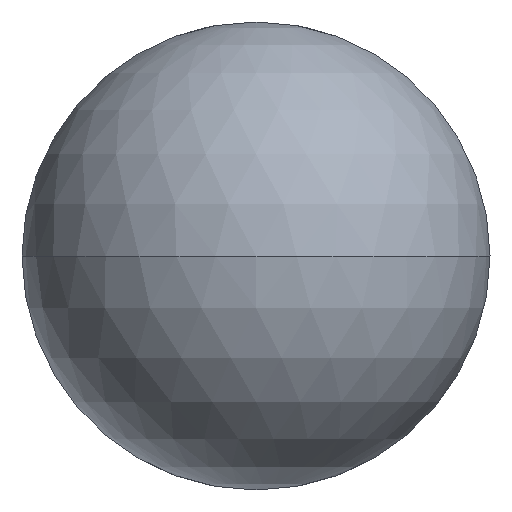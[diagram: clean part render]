
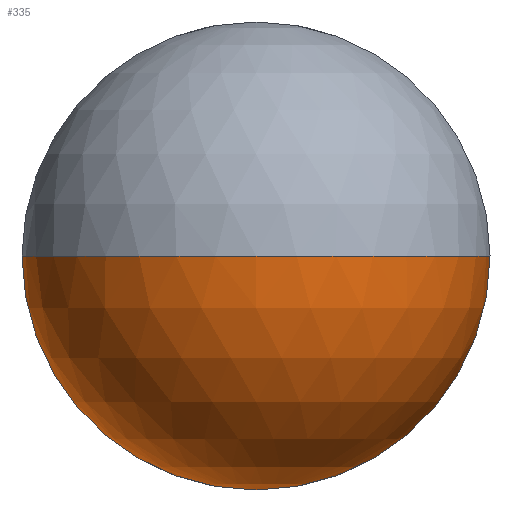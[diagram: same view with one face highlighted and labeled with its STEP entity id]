
A CAD part, front view. The second image highlights one B-rep face of the part: STEP entity #335.
In plain terms, the highlighted spherical face has radius 1.587 mm.
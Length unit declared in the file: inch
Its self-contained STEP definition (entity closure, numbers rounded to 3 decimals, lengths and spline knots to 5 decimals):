
#5 = CARTESIAN_POINT ( 'NONE',  ( 0., 0.0625, 0. ) ) ;
#20 = DIRECTION ( 'NONE',  ( 0., 0., -1. ) ) ;
#27 = CIRCLE ( 'NONE', #317, 0.0625 ) ;
#42 = DIRECTION ( 'NONE',  ( -1., 0., 0. ) ) ;
#47 = DIRECTION ( 'NONE',  ( 0., -1., 0. ) ) ;
#50 = DIRECTION ( 'NONE',  ( -1., 0., 0. ) ) ;
#57 = FACE_OUTER_BOUND ( 'NONE', #80, .T. ) ;
#59 = DIRECTION ( 'NONE',  ( 1., 0., 0. ) ) ;
#60 = VERTEX_POINT ( 'NONE', #117 ) ;
#63 = VERTEX_POINT ( 'NONE', #164 ) ;
#65 = ORIENTED_EDGE ( 'NONE', *, *, #275, .F. ) ;
#66 = ORIENTED_EDGE ( 'NONE', *, *, #260, .T. ) ;
#80 = EDGE_LOOP ( 'NONE', ( #153, #66, #397, #65 ) ) ;
#92 = CIRCLE ( 'NONE', #111, 0.0625 ) ;
#111 = AXIS2_PLACEMENT_3D ( 'NONE', #181, #342, #59 ) ;
#117 = CARTESIAN_POINT ( 'NONE',  ( 0., 0., 0. ) ) ;
#125 = AXIS2_PLACEMENT_3D ( 'NONE', #5, #132, #50 ) ;
#131 = AXIS2_PLACEMENT_3D ( 'NONE', #525, #370, #42 ) ;
#132 = DIRECTION ( 'NONE',  ( 0., 0., -1. ) ) ;
#134 = EDGE_CURVE ( 'NONE', #506, #63, #441, .T. ) ;
#144 = EDGE_CURVE ( 'NONE', #309, #60, #511, .T. ) ;
#153 = ORIENTED_EDGE ( 'NONE', *, *, #134, .T. ) ;
#164 = CARTESIAN_POINT ( 'NONE',  ( 0., 0.0625, -0.0625 ) ) ;
#168 = DIRECTION ( 'NONE',  ( 0., 0., -1. ) ) ;
#181 = CARTESIAN_POINT ( 'NONE',  ( 0., 0.0625, 0. ) ) ;
#217 = AXIS2_PLACEMENT_3D ( 'NONE', #367, #47, #168 ) ;
#218 = CARTESIAN_POINT ( 'NONE',  ( 0., 0.0625, 0. ) ) ;
#260 = EDGE_CURVE ( 'NONE', #63, #309, #27, .T. ) ;
#275 = EDGE_CURVE ( 'NONE', #506, #60, #92, .T. ) ;
#279 = SPHERICAL_SURFACE ( 'NONE', #131, 0.0625 ) ;
#282 = CARTESIAN_POINT ( 'NONE',  ( 0.0625, 0.0625, 0. ) ) ;
#309 = VERTEX_POINT ( 'NONE', #282 ) ;
#317 = AXIS2_PLACEMENT_3D ( 'NONE', #218, #383, #20 ) ;
#335 = ADVANCED_FACE ( 'NONE', ( #57 ), #279, .T. ) ;
#342 = DIRECTION ( 'NONE',  ( 0., 0., 1. ) ) ;
#367 = CARTESIAN_POINT ( 'NONE',  ( 0., 0.0625, 0. ) ) ;
#370 = DIRECTION ( 'NONE',  ( 0., 0., -1. ) ) ;
#383 = DIRECTION ( 'NONE',  ( 0., -1., 0. ) ) ;
#397 = ORIENTED_EDGE ( 'NONE', *, *, #144, .T. ) ;
#415 = CARTESIAN_POINT ( 'NONE',  ( -0.0625, 0.0625, 0. ) ) ;
#441 = CIRCLE ( 'NONE', #217, 0.0625 ) ;
#506 = VERTEX_POINT ( 'NONE', #415 ) ;
#511 = CIRCLE ( 'NONE', #125, 0.0625 ) ;
#525 = CARTESIAN_POINT ( 'NONE',  ( 0., 0.0625, 0. ) ) ;
